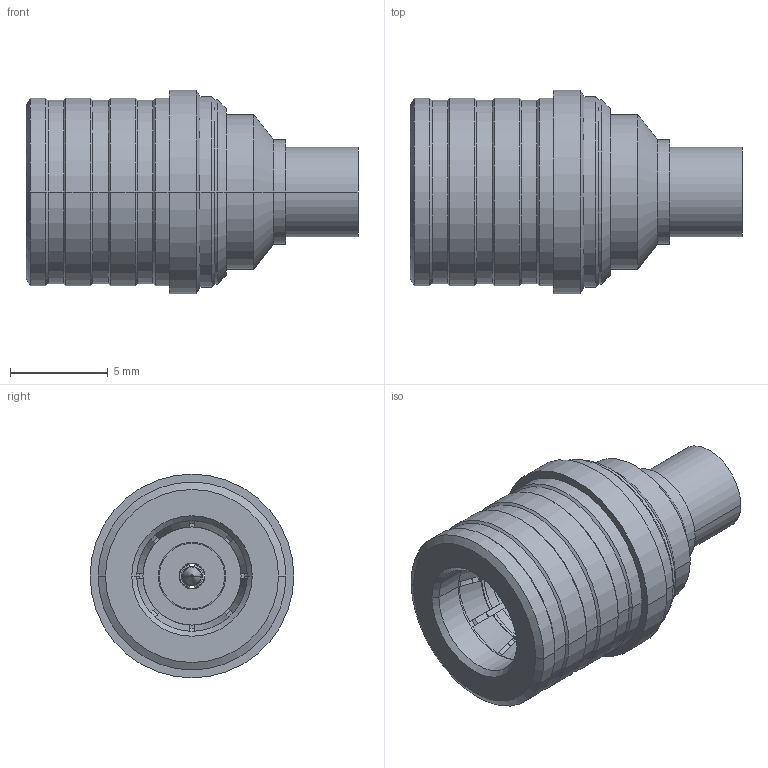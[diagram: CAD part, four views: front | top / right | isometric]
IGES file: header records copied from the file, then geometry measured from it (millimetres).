
Start section:  PTC IGES file: 930-108p-51s.igs
Global section: file name: 930-108p-51s.igs; native system: Pro/ENGINEER by Parametric Technology Corporation; preprocessor: 2008010; author: Administrator; organization: Unknown; date: 20090928.143227; units: inch
Bounding box: 16.97 x 10.41 x 10.41 mm (x, y, z)
Surface area: 860.2 mm2 (no closed solid volume)
Topology: 0 solids, 0 shells, 153 faces, 764 edges, 762 vertices
Faces by surface type: revolution 126, bspline 27
